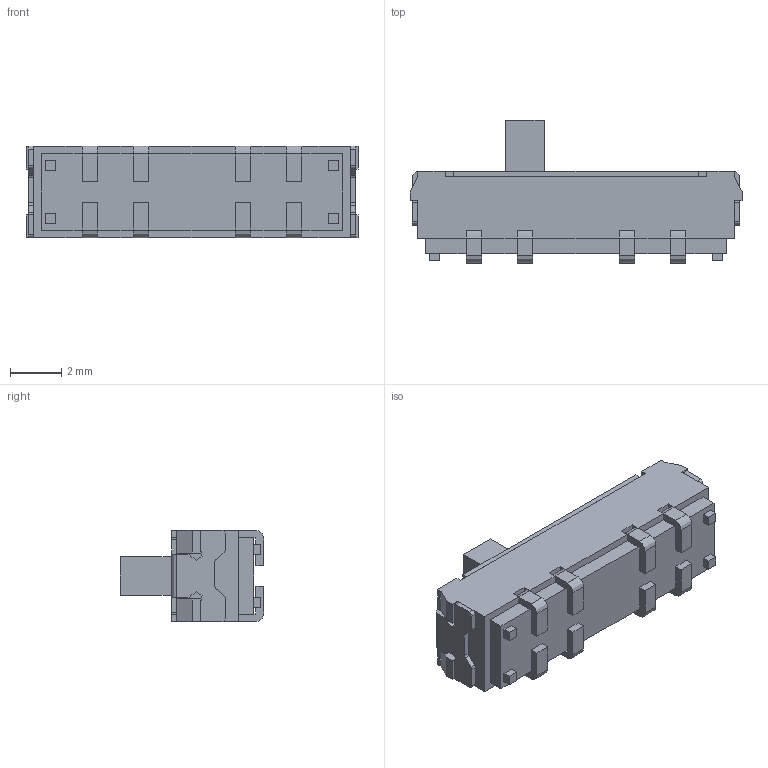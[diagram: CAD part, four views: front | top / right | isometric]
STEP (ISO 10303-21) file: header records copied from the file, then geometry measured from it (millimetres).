
FILE_DESCRIPTION(/* description */ (''),/* implementation_level */ '2;1');
FILE_NAME(/* name */ 'JS203011JCQN.step',/* time_stamp */ '2021-02-12T19:11:37-05:00',/* author */ (''),/* organization */ (''),/* preprocessor_version */ 'ST-DEVELOPER v18.1',/* originating_system */ 'Autodesk Translation Framework v9.7.1.1290',/* authorisation */ '');
FILE_SCHEMA (('AUTOMOTIVE_DESIGN { 1 0 10303 214 3 1 1 }'));
Length unit declared in the file: metre
Products named in the file (1): JS203011JCQN
Bounding box: 13 x 5.6 x 3.6 mm (x, y, z)
Volume: 144.1 mm3; surface area: 254.4 mm2
Topology: 1 solids, 1 shells, 363 faces, 962 edges, 612 vertices
Faces by surface type: plane 291, cylinder 50, bspline 22
Entity records: 11562 total; most frequent: CARTESIAN_POINT 2470, ORIENTED_EDGE 1924, DIRECTION 1710, EDGE_CURVE 962, LINE 818, VECTOR 818, VERTEX_POINT 612, AXIS2_PLACEMENT_3D 446
